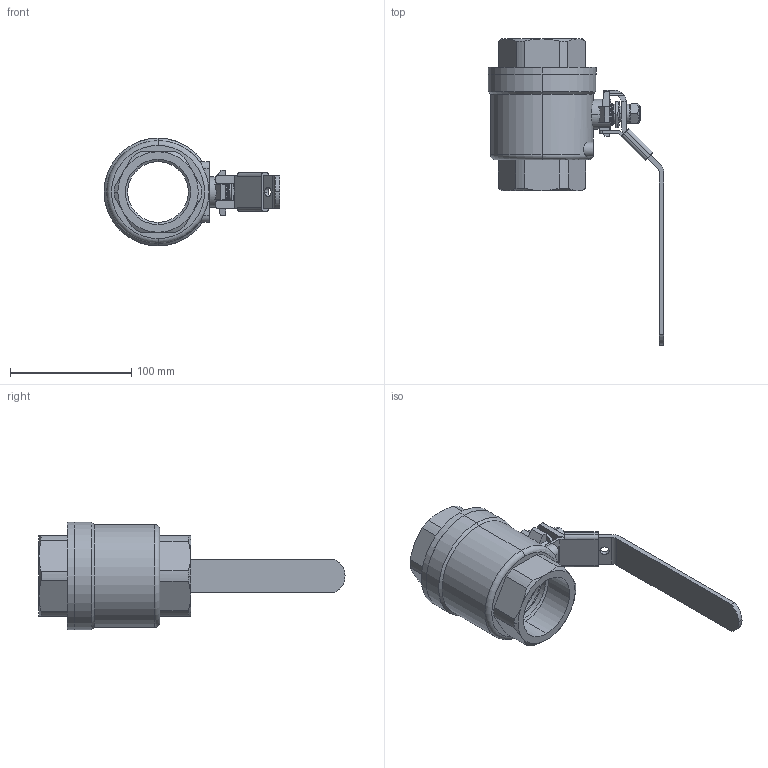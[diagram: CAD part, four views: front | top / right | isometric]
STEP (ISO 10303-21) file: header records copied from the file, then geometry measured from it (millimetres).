
FILE_DESCRIPTION (( 'STEP AP214' ), '1' );
FILE_NAME ('Fig.2001 DN-050.STEP', '2019-04-23T09:07:09', ( 'admin' ), ( 'Hewlett-Packard Company' ), 'SwSTEP 2.0', 'SolidWorks 2019', '' );
FILE_SCHEMA (( 'AUTOMOTIVE_DESIGN' ));
Length unit declared in the file: millimetre
Products named in the file (1): Fig.2001 DN-050
Bounding box: 145 x 252.3 x 89 mm (x, y, z)
Volume: 374961.5 mm3; surface area: 149578.9 mm2
Topology: 14 solids, 14 shells, 451 faces, 1169 edges, 757 vertices
Faces by surface type: cylinder 230, plane 143, cone 43, bspline 31, sphere 2, torus 2
Entity records: 26087 total; most frequent: CARTESIAN_POINT 15475, ORIENTED_EDGE 2320, DIRECTION 1923, EDGE_CURVE 1160, VERTEX_POINT 754, AXIS2_PLACEMENT_3D 720, EDGE_LOOP 496, LINE 483
